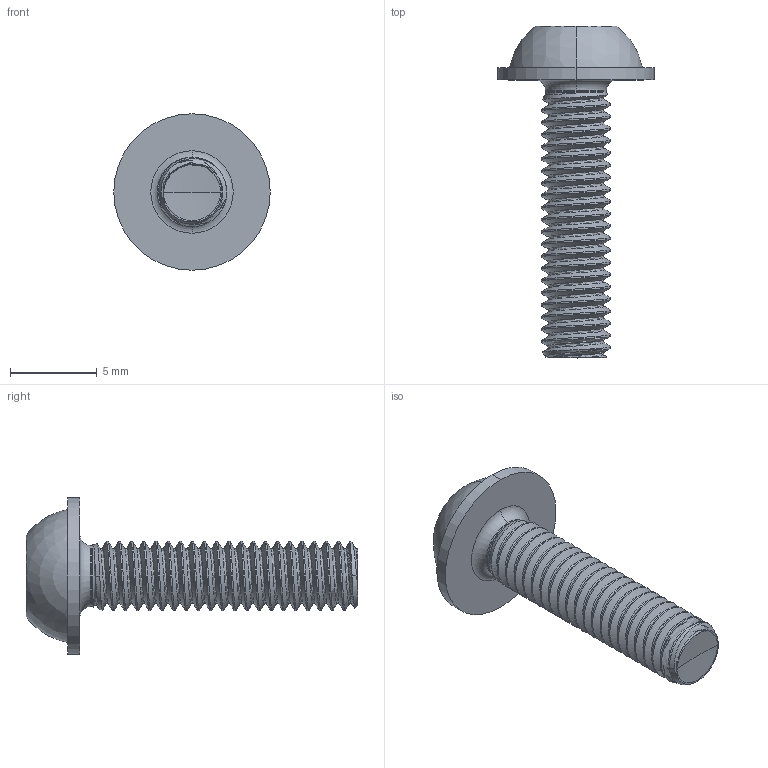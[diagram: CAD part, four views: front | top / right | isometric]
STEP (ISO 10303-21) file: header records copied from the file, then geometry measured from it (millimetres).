
FILE_DESCRIPTION (( 'STEP AP203' ), '1' );
FILE_NAME ('STM380400160.STEP', '2024-02-13T19:46:26', ( '' ), ( '' ), 'SwSTEP 2.0', 'SolidWorks 2015', '' );
FILE_SCHEMA (( 'CONFIG_CONTROL_DESIGN' ));
Products named in the file (1): STM380400160
Bounding box: 9 x 19.1 x 9 mm (x, y, z)
Volume: 270.1 mm3; surface area: 488 mm2
Topology: 1 solids, 1 shells, 109 faces, 292 edges, 186 vertices
Faces by surface type: cylinder 65, bspline 18, cone 11, torus 7, sphere 4, plane 4
Entity records: 22396 total; most frequent: CARTESIAN_POINT 20041, ORIENTED_EDGE 580, DIRECTION 366, EDGE_CURVE 290, VERTEX_POINT 186, AXIS2_PLACEMENT_3D 146, EDGE_LOOP 112, FACE_OUTER_BOUND 109
